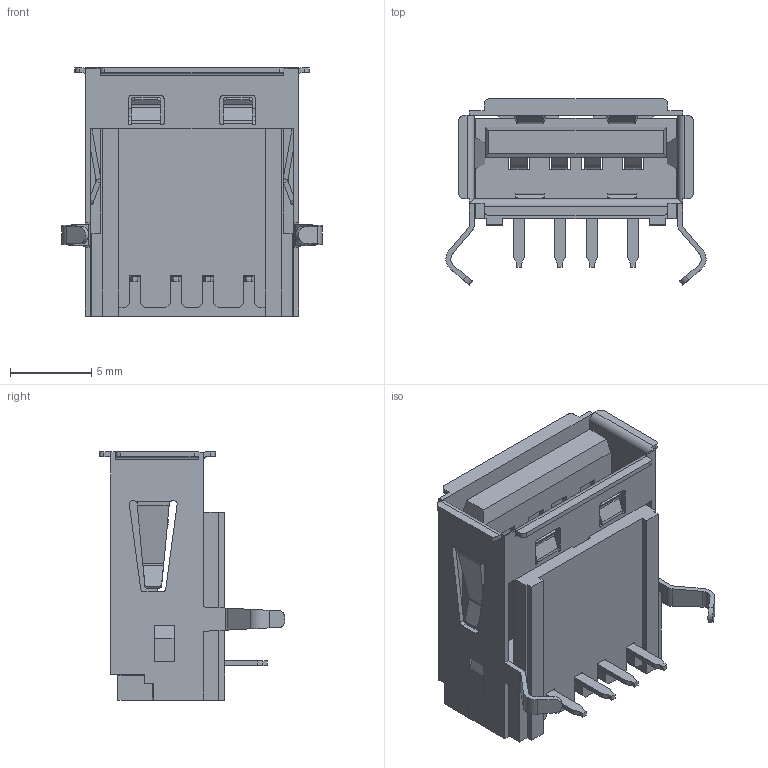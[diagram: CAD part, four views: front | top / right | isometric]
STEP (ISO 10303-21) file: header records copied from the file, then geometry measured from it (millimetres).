
FILE_DESCRIPTION((''),'2;1');
FILE_NAME('676433911','2009-12-09T',('pnb'),(''),'PRO/ENGINEER BY PARAMETRIC TECHNOLOGY CORPORATION, 2003451','PRO/ENGINEER BY PARAMETRIC TECHNOLOGY CORPORATION, 2003451','');
FILE_SCHEMA(('CONFIG_CONTROL_DESIGN'));
Length unit declared in the file: millimetre
Products named in the file (1): 676433911
Bounding box: 16 x 11.43 x 15.26 mm (x, y, z)
Volume: 624.3 mm3; surface area: 2068.4 mm2
Topology: 1 solids, 1 shells, 499 faces, 1462 edges, 950 vertices
Faces by surface type: plane 351, cylinder 126, bspline 22
Entity records: 16965 total; most frequent: CARTESIAN_POINT 3666, ORIENTED_EDGE 2900, DIRECTION 2554, EDGE_CURVE 1450, VECTOR 1162, LINE 1162, VERTEX_POINT 938, AXIS2_PLACEMENT_3D 696
